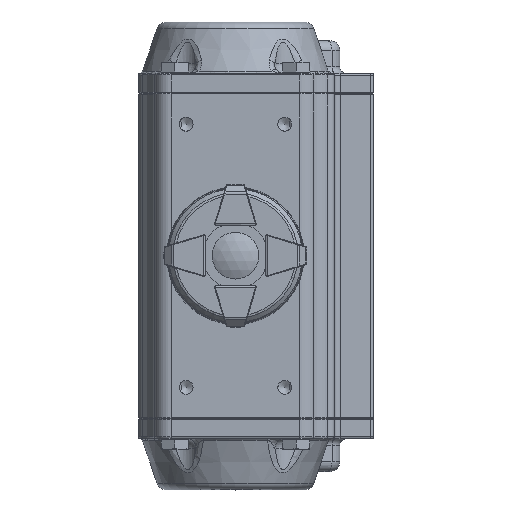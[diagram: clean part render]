
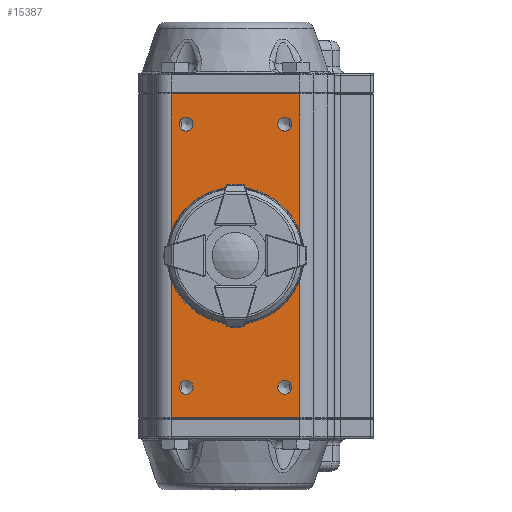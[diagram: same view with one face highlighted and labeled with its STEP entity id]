
A CAD part, top view. The second image highlights one B-rep face of the part: STEP entity #15387.
In plain terms, the highlighted face is planar.
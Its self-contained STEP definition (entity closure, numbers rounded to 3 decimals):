
#650=PLANE('',#16673);
#1318=CIRCLE('',#16427,11.75);
#1361=CIRCLE('',#16484,2.1);
#1363=CIRCLE('',#16488,2.1);
#1365=CIRCLE('',#16492,2.1);
#1367=CIRCLE('',#16496,2.1);
#3329=ORIENTED_EDGE('',*,*,#6922,.F.);
#3330=ORIENTED_EDGE('',*,*,#6992,.T.);
#3331=ORIENTED_EDGE('',*,*,#6924,.T.);
#3332=ORIENTED_EDGE('',*,*,#6993,.T.);
#3333=ORIENTED_EDGE('',*,*,#6718,.F.);
#3334=ORIENTED_EDGE('',*,*,#6706,.F.);
#3335=ORIENTED_EDGE('',*,*,#6710,.F.);
#3336=ORIENTED_EDGE('',*,*,#6714,.F.);
#3337=ORIENTED_EDGE('',*,*,#6626,.F.);
#6626=EDGE_CURVE('',#8657,#8657,#1318,.T.);
#6706=EDGE_CURVE('',#8736,#8736,#1361,.T.);
#6710=EDGE_CURVE('',#8740,#8740,#1363,.T.);
#6714=EDGE_CURVE('',#8744,#8744,#1365,.T.);
#6718=EDGE_CURVE('',#8748,#8748,#1367,.T.);
#6922=EDGE_CURVE('',#8882,#8883,#10027,.T.);
#6924=EDGE_CURVE('',#8884,#8885,#10028,.T.);
#6992=EDGE_CURVE('',#8882,#8884,#10088,.T.);
#6993=EDGE_CURVE('',#8885,#8883,#10089,.T.);
#8657=VERTEX_POINT('',#23366);
#8736=VERTEX_POINT('',#23760);
#8740=VERTEX_POINT('',#23780);
#8744=VERTEX_POINT('',#23800);
#8748=VERTEX_POINT('',#23820);
#8882=VERTEX_POINT('',#24387);
#8883=VERTEX_POINT('',#24389);
#8884=VERTEX_POINT('',#24393);
#8885=VERTEX_POINT('',#24394);
#10027=LINE('',#24388,#10991);
#10028=LINE('',#24392,#10992);
#10088=LINE('',#24530,#11052);
#10089=LINE('',#24531,#11053);
#10991=VECTOR('',#19220,1000.);
#10992=VECTOR('',#19225,1000.);
#11052=VECTOR('',#19353,1000.);
#11053=VECTOR('',#19354,1000.);
#11996=EDGE_LOOP('',(#3329,#3330,#3331,#3332));
#11997=EDGE_LOOP('',(#3333));
#11998=EDGE_LOOP('',(#3334));
#11999=EDGE_LOOP('',(#3335));
#12000=EDGE_LOOP('',(#3336));
#12001=EDGE_LOOP('',(#3337));
#13126=FACE_BOUND('',#11996,.T.);
#13127=FACE_BOUND('',#11997,.T.);
#13128=FACE_BOUND('',#11998,.T.);
#13129=FACE_BOUND('',#11999,.T.);
#13130=FACE_BOUND('',#12000,.T.);
#13131=FACE_BOUND('',#12001,.T.);
#15387=ADVANCED_FACE('',(#13126,#13127,#13128,#13129,#13130,#13131),#650,
 .T.);
#16427=AXIS2_PLACEMENT_3D('',#23365,#18682,#18683);
#16484=AXIS2_PLACEMENT_3D('',#23759,#18819,#18820);
#16488=AXIS2_PLACEMENT_3D('',#23779,#18827,#18828);
#16492=AXIS2_PLACEMENT_3D('',#23799,#18835,#18836);
#16496=AXIS2_PLACEMENT_3D('',#23819,#18843,#18844);
#16673=AXIS2_PLACEMENT_3D('',#24529,#19351,#19352);
#18682=DIRECTION('',(0.,1.,0.));
#18683=DIRECTION('',(0.,0.,1.));
#18819=DIRECTION('',(0.,1.,0.));
#18820=DIRECTION('',(0.,0.,1.));
#18827=DIRECTION('',(0.,1.,0.));
#18828=DIRECTION('',(0.,0.,1.));
#18835=DIRECTION('',(0.,1.,0.));
#18836=DIRECTION('',(0.,0.,1.));
#18843=DIRECTION('',(0.,1.,0.));
#18844=DIRECTION('',(0.,0.,1.));
#19220=DIRECTION('',(0.,0.,-1.));
#19225=DIRECTION('',(0.,0.,-1.));
#19351=DIRECTION('',(0.,1.,0.));
#19352=DIRECTION('',(1.,0.,0.));
#19353=DIRECTION('',(1.,0.,0.));
#19354=DIRECTION('',(-1.,0.,0.));
#23365=CARTESIAN_POINT('',(0.,36.5,0.));
#23366=CARTESIAN_POINT('',(0.,36.5,11.75));
#23759=CARTESIAN_POINT('',(15.,36.5,-40.));
#23760=CARTESIAN_POINT('',(15.,36.5,-37.9));
#23779=CARTESIAN_POINT('',(-15.,36.5,40.));
#23780=CARTESIAN_POINT('',(-15.,36.5,42.1));
#23799=CARTESIAN_POINT('',(15.,36.5,40.));
#23800=CARTESIAN_POINT('',(15.,36.5,42.1));
#23819=CARTESIAN_POINT('',(-15.,36.5,-40.));
#23820=CARTESIAN_POINT('',(-15.,36.5,-37.9));
#24387=CARTESIAN_POINT('',(-19.5,36.5,49.2));
#24388=CARTESIAN_POINT('',(-19.5,36.5,49.5));
#24389=CARTESIAN_POINT('',(-19.5,36.5,-49.2));
#24392=CARTESIAN_POINT('',(19.5,36.5,49.5));
#24393=CARTESIAN_POINT('',(19.5,36.5,49.2));
#24394=CARTESIAN_POINT('',(19.5,36.5,-49.2));
#24529=CARTESIAN_POINT('',(-19.5,36.5,49.5));
#24530=CARTESIAN_POINT('',(-19.5,36.5,49.2));
#24531=CARTESIAN_POINT('',(-19.5,36.5,-49.2));
